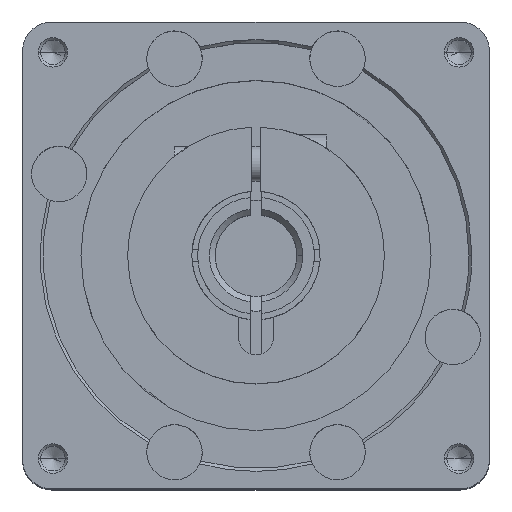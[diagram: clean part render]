
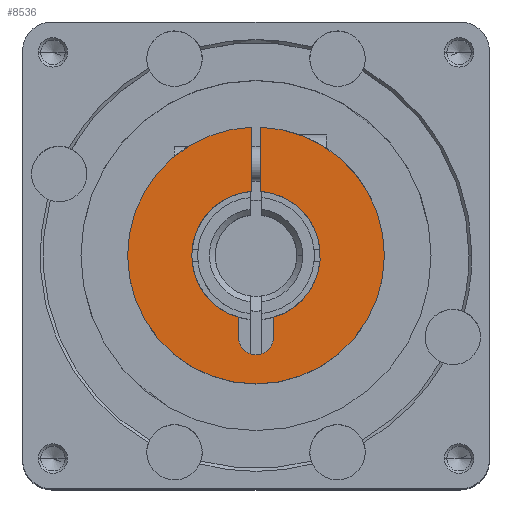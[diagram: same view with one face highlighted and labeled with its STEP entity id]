
A CAD part, top view. The second image highlights one B-rep face of the part: STEP entity #8536.
In plain terms, the highlighted planar face has unit normal (0, 0, 1).
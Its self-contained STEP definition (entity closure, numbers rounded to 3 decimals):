
#125 = CIRCLE ( 'NONE', #5348, 11. ) ;
#330 = AXIS2_PLACEMENT_3D ( 'NONE', #9822, #4791, #10665 ) ;
#583 = DIRECTION ( 'NONE',  ( 1., 0., 0. ) ) ;
#742 = CARTESIAN_POINT ( 'NONE',  ( 0.75, 21.987, 14. ) ) ;
#802 = VECTOR ( 'NONE', #8867, 1000. ) ;
#822 = VERTEX_POINT ( 'NONE', #5328 ) ;
#872 = ORIENTED_EDGE ( 'NONE', *, *, #4224, .T. ) ;
#892 = PLANE ( 'NONE',  #1269 ) ;
#1183 = CARTESIAN_POINT ( 'NONE',  ( -0.75, 21.987, 14. ) ) ;
#1240 = DIRECTION ( 'NONE',  ( 0., 0., 1. ) ) ;
#1269 = AXIS2_PLACEMENT_3D ( 'NONE', #7623, #2595, #8468 ) ;
#1490 = CIRCLE ( 'NONE', #7223, 3. ) ;
#1529 = VERTEX_POINT ( 'NONE', #7516 ) ;
#1611 = CIRCLE ( 'NONE', #3287, 11. ) ;
#1668 = DIRECTION ( 'NONE',  ( 0., -1., 0. ) ) ;
#1706 = CARTESIAN_POINT ( 'NONE',  ( -0.75, 10.974, 14. ) ) ;
#1804 = AXIS2_PLACEMENT_3D ( 'NONE', #9426, #4404, #10276 ) ;
#1849 = VERTEX_POINT ( 'NONE', #8290 ) ;
#2011 = VECTOR ( 'NONE', #3308, 1000. ) ;
#2144 = ORIENTED_EDGE ( 'NONE', *, *, #8232, .T. ) ;
#2158 = CARTESIAN_POINT ( 'NONE',  ( -0.75, 21.987, 14. ) ) ;
#2280 = EDGE_CURVE ( 'NONE', #4129, #5038, #8858, .T. ) ;
#2449 = VERTEX_POINT ( 'NONE', #6082 ) ;
#2529 = CARTESIAN_POINT ( 'NONE',  ( 0., -14., 14. ) ) ;
#2595 = DIRECTION ( 'NONE',  ( 0., 0., 1. ) ) ;
#2617 = CARTESIAN_POINT ( 'NONE',  ( 0., 0., 14. ) ) ;
#2691 = EDGE_CURVE ( 'NONE', #1849, #10203, #125, .T. ) ;
#2966 = VERTEX_POINT ( 'NONE', #1706 ) ;
#3071 = CARTESIAN_POINT ( 'NONE',  ( 0., 0., 14. ) ) ;
#3114 = ORIENTED_EDGE ( 'NONE', *, *, #2280, .T. ) ;
#3245 = CIRCLE ( 'NONE', #9861, 22. ) ;
#3287 = AXIS2_PLACEMENT_3D ( 'NONE', #3071, #8924, #3909 ) ;
#3308 = DIRECTION ( 'NONE',  ( 0., 1., 0. ) ) ;
#3380 = DIRECTION ( 'NONE',  ( 1., 0., 0. ) ) ;
#3408 = CARTESIAN_POINT ( 'NONE',  ( -3., -14., 14. ) ) ;
#3449 = LINE ( 'NONE', #742, #9873 ) ;
#3466 = DIRECTION ( 'NONE',  ( 1., 0., 0. ) ) ;
#3652 = ORIENTED_EDGE ( 'NONE', *, *, #7337, .T. ) ;
#3816 = ORIENTED_EDGE ( 'NONE', *, *, #2691, .T. ) ;
#3821 = ORIENTED_EDGE ( 'NONE', *, *, #10463, .T. ) ;
#3909 = DIRECTION ( 'NONE',  ( 1., 0., 0. ) ) ;
#4129 = VERTEX_POINT ( 'NONE', #1183 ) ;
#4224 = EDGE_CURVE ( 'NONE', #10203, #2966, #1611, .T. ) ;
#4247 = LINE ( 'NONE', #10822, #2011 ) ;
#4264 = CARTESIAN_POINT ( 'NONE',  ( 3., -10.583, 14. ) ) ;
#4404 = DIRECTION ( 'NONE',  ( 0., 0., 1. ) ) ;
#4461 = ORIENTED_EDGE ( 'NONE', *, *, #6516, .T. ) ;
#4501 = EDGE_CURVE ( 'NONE', #4721, #2449, #7901, .T. ) ;
#4721 = VERTEX_POINT ( 'NONE', #4264 ) ;
#4791 = DIRECTION ( 'NONE',  ( 0., 0., -1. ) ) ;
#4981 = CIRCLE ( 'NONE', #1804, 22. ) ;
#5038 = VERTEX_POINT ( 'NONE', #7147 ) ;
#5267 = LINE ( 'NONE', #2158, #802 ) ;
#5328 = CARTESIAN_POINT ( 'NONE',  ( 22., 0., 14. ) ) ;
#5348 = AXIS2_PLACEMENT_3D ( 'NONE', #10662, #5623, #583 ) ;
#5423 = ORIENTED_EDGE ( 'NONE', *, *, #8307, .T. ) ;
#5623 = DIRECTION ( 'NONE',  ( 0., 0., -1. ) ) ;
#5657 = VECTOR ( 'NONE', #1668, 1000. ) ;
#5719 = ORIENTED_EDGE ( 'NONE', *, *, #8429, .T. ) ;
#5776 = DIRECTION ( 'NONE',  ( 0., -1., 0. ) ) ;
#6082 = CARTESIAN_POINT ( 'NONE',  ( 3., -14., 14. ) ) ;
#6263 = CARTESIAN_POINT ( 'NONE',  ( 0., 0., 14. ) ) ;
#6479 = CARTESIAN_POINT ( 'NONE',  ( 0.75, 10.974, 14. ) ) ;
#6516 = EDGE_CURVE ( 'NONE', #822, #1529, #3245, .T. ) ;
#6547 = ORIENTED_EDGE ( 'NONE', *, *, #4501, .T. ) ;
#7118 = DIRECTION ( 'NONE',  ( 1., 0., 0. ) ) ;
#7147 = CARTESIAN_POINT ( 'NONE',  ( -22., 0., 14. ) ) ;
#7220 = VERTEX_POINT ( 'NONE', #6479 ) ;
#7223 = AXIS2_PLACEMENT_3D ( 'NONE', #2529, #8399, #3380 ) ;
#7337 = EDGE_CURVE ( 'NONE', #8516, #1849, #4247, .T. ) ;
#7384 = EDGE_CURVE ( 'NONE', #2449, #8516, #1490, .T. ) ;
#7516 = CARTESIAN_POINT ( 'NONE',  ( 0.75, 21.987, 14. ) ) ;
#7542 = CARTESIAN_POINT ( 'NONE',  ( 3., -14., 14. ) ) ;
#7623 = CARTESIAN_POINT ( 'NONE',  ( 0., 0., 14. ) ) ;
#7901 = LINE ( 'NONE', #7542, #5657 ) ;
#8232 = EDGE_CURVE ( 'NONE', #2966, #4129, #5267, .T. ) ;
#8290 = CARTESIAN_POINT ( 'NONE',  ( -3., -10.583, 14. ) ) ;
#8307 = EDGE_CURVE ( 'NONE', #7220, #4721, #8947, .T. ) ;
#8399 = DIRECTION ( 'NONE',  ( 0., 0., -1. ) ) ;
#8429 = EDGE_CURVE ( 'NONE', #1529, #7220, #3449, .T. ) ;
#8468 = DIRECTION ( 'NONE',  ( 1., 0., 0. ) ) ;
#8482 = DIRECTION ( 'NONE',  ( 0., 0., 1. ) ) ;
#8516 = VERTEX_POINT ( 'NONE', #3408 ) ;
#8536 = ADVANCED_FACE ( 'NONE', ( #9078 ), #892, .T. ) ;
#8858 = CIRCLE ( 'NONE', #9705, 22. ) ;
#8867 = DIRECTION ( 'NONE',  ( 0., 1., 0. ) ) ;
#8924 = DIRECTION ( 'NONE',  ( 0., 0., -1. ) ) ;
#8947 = CIRCLE ( 'NONE', #330, 11. ) ;
#9078 = FACE_OUTER_BOUND ( 'NONE', #10284, .T. ) ;
#9426 = CARTESIAN_POINT ( 'NONE',  ( 0., 0., 14. ) ) ;
#9705 = AXIS2_PLACEMENT_3D ( 'NONE', #6263, #1240, #7118 ) ;
#9822 = CARTESIAN_POINT ( 'NONE',  ( 0., 0., 14. ) ) ;
#9861 = AXIS2_PLACEMENT_3D ( 'NONE', #2617, #8482, #3466 ) ;
#9873 = VECTOR ( 'NONE', #5776, 1000. ) ;
#9926 = CARTESIAN_POINT ( 'NONE',  ( -11., 0., 14. ) ) ;
#9984 = ORIENTED_EDGE ( 'NONE', *, *, #7384, .T. ) ;
#10203 = VERTEX_POINT ( 'NONE', #9926 ) ;
#10276 = DIRECTION ( 'NONE',  ( 1., 0., 0. ) ) ;
#10284 = EDGE_LOOP ( 'NONE', ( #3114, #3821, #4461, #5719, #5423, #6547, #9984, #3652, #3816, #872, #2144 ) ) ;
#10463 = EDGE_CURVE ( 'NONE', #5038, #822, #4981, .T. ) ;
#10662 = CARTESIAN_POINT ( 'NONE',  ( 0., 0., 14. ) ) ;
#10665 = DIRECTION ( 'NONE',  ( 1., 0., 0. ) ) ;
#10822 = CARTESIAN_POINT ( 'NONE',  ( -3., -14., 14. ) ) ;
